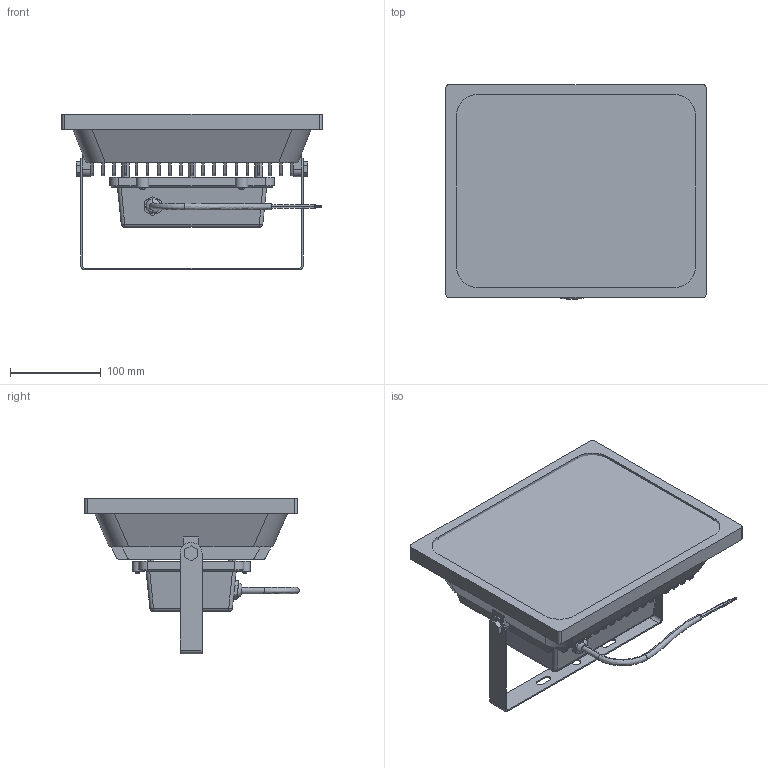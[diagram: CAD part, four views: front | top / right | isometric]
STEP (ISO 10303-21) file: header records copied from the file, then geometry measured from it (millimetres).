
FILE_DESCRIPTION (( 'STEP AP214' ), '1' );
FILE_NAME ('LPDO101-50-K03 Ïðîæåêòîð ÑÄÎ01-50 ñâåòîäèîäíûé ñåðûé ÷èï IP65 ÈÝÊ.STEP', '2017-09-20T13:13:25', ( '' ), ( '' ), 'SwSTEP 2.0', 'SolidWorks 2014', '' );
FILE_SCHEMA (( 'AUTOMOTIVE_DESIGN' ));
Length unit declared in the file: millimetre
Products named in the file (1): LPDO101-50-K03 Ïðîæåêòîð ÑÄÎ01-50 ñâåòîäèîäíûé ñåðûé ÷èï IP65 ÈÝÊ
Bounding box: 286 x 235.96 x 171 mm (x, y, z)
Volume: 3314556.3 mm3; surface area: 493316.1 mm2
Topology: 2 solids, 2 shells, 441 faces, 1191 edges, 782 vertices
Faces by surface type: plane 288, cylinder 116, bspline 19, torus 10, sphere 4, cone 4
Entity records: 15872 total; most frequent: CARTESIAN_POINT 4731, ORIENTED_EDGE 2382, DIRECTION 2228, EDGE_CURVE 1191, VERTEX_POINT 782, VECTOR 774, LINE 774, AXIS2_PLACEMENT_3D 727
